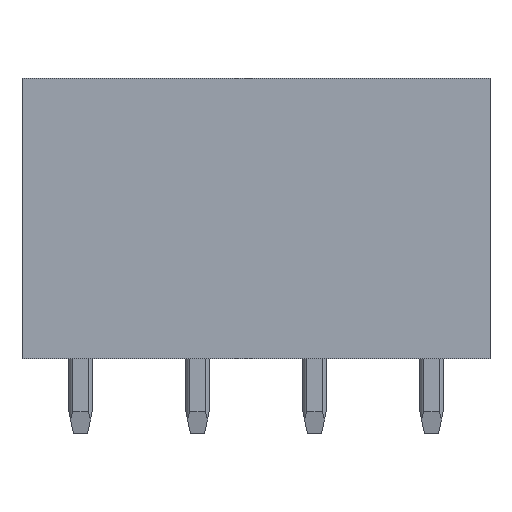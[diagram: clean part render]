
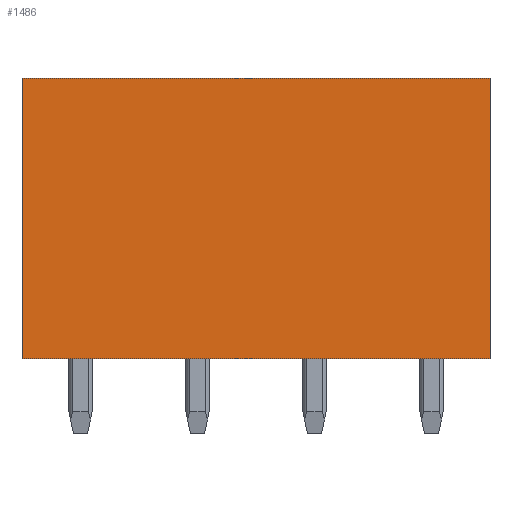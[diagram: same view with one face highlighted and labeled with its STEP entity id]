
A CAD part, front view. The second image highlights one B-rep face of the part: STEP entity #1486.
In plain terms, the highlighted planar face has unit normal (0, -1, 0).
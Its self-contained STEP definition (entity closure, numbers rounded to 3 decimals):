
#1473=AXIS2_PLACEMENT_3D('Plane Axis2P3D',#1470,#1471,#1472) ;
#431=CARTESIAN_POINT('Vertex',(20.,0.,3.2)) ;
#434=CARTESIAN_POINT('Line Origine',(10.,0.,3.2)) ;
#438=CARTESIAN_POINT('Vertex',(0.,0.,3.2)) ;
#824=CARTESIAN_POINT('Vertex',(20.,0.,15.2)) ;
#827=CARTESIAN_POINT('Line Origine',(20.,0.,9.2)) ;
#883=CARTESIAN_POINT('Line Origine',(0.,0.,9.2)) ;
#887=CARTESIAN_POINT('Vertex',(0.,0.,15.2)) ;
#1470=CARTESIAN_POINT('Axis2P3D Location',(0.,0.,3.2)) ;
#1475=CARTESIAN_POINT('Line Origine',(10.,0.,15.2)) ;
#435=DIRECTION('Vector Direction',(1.,0.,0.)) ;
#828=DIRECTION('Vector Direction',(0.,0.,1.)) ;
#884=DIRECTION('Vector Direction',(0.,0.,1.)) ;
#1471=DIRECTION('Axis2P3D Direction',(0.,1.,0.)) ;
#1472=DIRECTION('Axis2P3D XDirection',(0.,0.,1.)) ;
#1476=DIRECTION('Vector Direction',(1.,0.,0.)) ;
#436=VECTOR('Line Direction',#435,1.) ;
#829=VECTOR('Line Direction',#828,1.) ;
#885=VECTOR('Line Direction',#884,1.) ;
#1477=VECTOR('Line Direction',#1476,1.) ;
#1481=ORIENTED_EDGE('',*,*,#831,.T.) ;
#1482=ORIENTED_EDGE('',*,*,#1479,.F.) ;
#1483=ORIENTED_EDGE('',*,*,#889,.F.) ;
#1484=ORIENTED_EDGE('',*,*,#440,.T.) ;
#1486=ADVANCED_FACE('Housing',(#1485),#1474,.F.) ;
#440=EDGE_CURVE('',#439,#432,#437,.T.) ;
#831=EDGE_CURVE('',#432,#825,#830,.T.) ;
#889=EDGE_CURVE('',#439,#888,#886,.T.) ;
#1479=EDGE_CURVE('',#888,#825,#1478,.T.) ;
#1480=EDGE_LOOP('',(#1481,#1482,#1483,#1484)) ;
#1485=FACE_OUTER_BOUND('',#1480,.T.) ;
#437=LINE('Line',#434,#436) ;
#830=LINE('Line',#827,#829) ;
#886=LINE('Line',#883,#885) ;
#1478=LINE('Line',#1475,#1477) ;
#1474=PLANE('',#1473) ;
#432=VERTEX_POINT('',#431) ;
#439=VERTEX_POINT('',#438) ;
#825=VERTEX_POINT('',#824) ;
#888=VERTEX_POINT('',#887) ;
